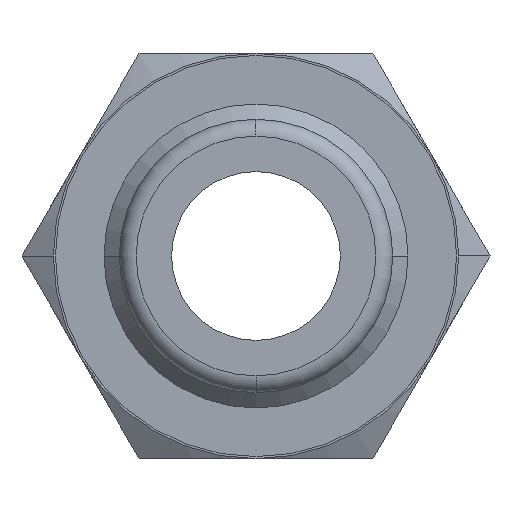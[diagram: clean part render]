
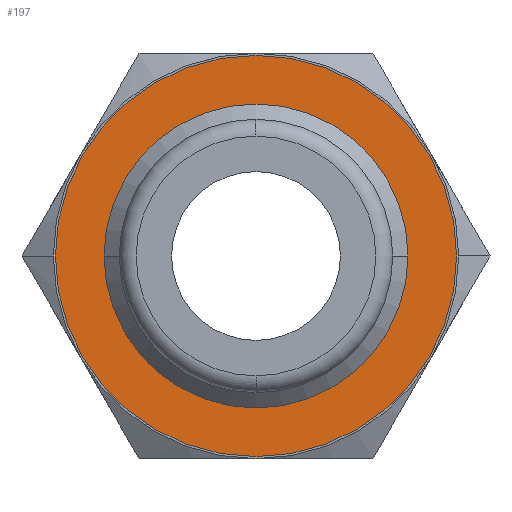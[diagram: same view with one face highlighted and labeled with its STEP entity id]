
A CAD part, front view. The second image highlights one B-rep face of the part: STEP entity #197.
In plain terms, the highlighted planar face has unit normal (0, -1, 0).
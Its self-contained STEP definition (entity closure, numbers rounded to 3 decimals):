
#197=ADVANCED_FACE('',(#398,#399),#400,.T.);
#398=FACE_OUTER_BOUND('',#29881,.T.);
#399=FACE_BOUND('',#29882,.T.);
#400=PLANE('',#29883);
#29881=EDGE_LOOP('',(#30354,#30355));
#29882=EDGE_LOOP('',(#30356,#30357));
#29883=AXIS2_PLACEMENT_3D('',#30358,#30359,#30360);
#30354=ORIENTED_EDGE('',*,*,#30519,.T.);
#30355=ORIENTED_EDGE('',*,*,#30414,.T.);
#30356=ORIENTED_EDGE('',*,*,#30450,.F.);
#30357=ORIENTED_EDGE('',*,*,#30419,.F.);
#30358=CARTESIAN_POINT('',(0.0,14.0,0.0));
#30359=DIRECTION('',(0.0,-1.0,0.0));
#30360=DIRECTION('',(-1.0,0.0,0.0));
#30414=EDGE_CURVE('',#30619,#30616,#30620,.T.);
#30419=EDGE_CURVE('',#30626,#30628,#30629,.T.);
#30450=EDGE_CURVE('',#30628,#30626,#30680,.T.);
#30519=EDGE_CURVE('',#30616,#30619,#30774,.T.);
#30616=VERTEX_POINT('',#30909);
#30619=VERTEX_POINT('',#30913);
#30620=CIRCLE('',#30914,5.94);
#30626=VERTEX_POINT('',#30921);
#30628=VERTEX_POINT('',#30924);
#30629=CIRCLE('',#30925,4.5);
#30680=CIRCLE('',#31051,4.5);
#30774=CIRCLE('',#31267,5.94);
#30909=CARTESIAN_POINT('',(5.94,14.0,0.0));
#30913=CARTESIAN_POINT('',(-5.94,14.0,0.));
#30914=AXIS2_PLACEMENT_3D('',#33821,#33822,#33823);
#30921=CARTESIAN_POINT('',(4.5,14.0,0.));
#30924=CARTESIAN_POINT('',(-4.5,14.0,0.));
#30925=AXIS2_PLACEMENT_3D('',#33829,#33830,#33831);
#31051=AXIS2_PLACEMENT_3D('',#33868,#33869,#33870);
#31267=AXIS2_PLACEMENT_3D('',#33958,#33959,#33960);
#33821=CARTESIAN_POINT('',(0.0,14.0,0.0));
#33822=DIRECTION('',(0.0,-1.0,0.0));
#33823=DIRECTION('',(1.0,0.0,0.0));
#33829=CARTESIAN_POINT('',(0.0,14.0,0.0));
#33830=DIRECTION('',(0.0,-1.0,0.0));
#33831=DIRECTION('',(1.0,0.0,0.0));
#33868=CARTESIAN_POINT('',(0.0,14.0,0.0));
#33869=DIRECTION('',(0.0,-1.0,0.0));
#33870=DIRECTION('',(1.0,0.0,0.0));
#33958=CARTESIAN_POINT('',(0.0,14.0,0.0));
#33959=DIRECTION('',(0.0,-1.0,0.0));
#33960=DIRECTION('',(1.0,0.0,0.0));
